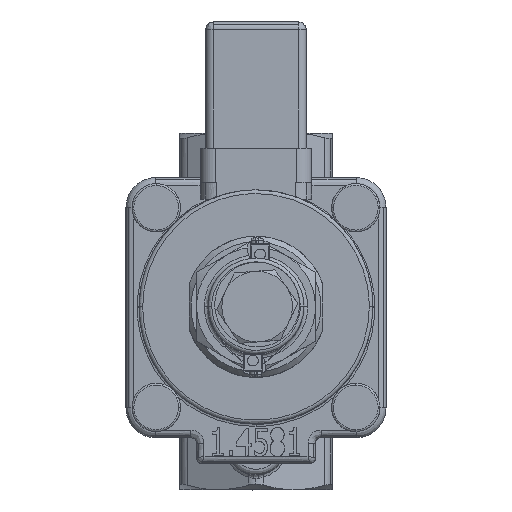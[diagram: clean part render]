
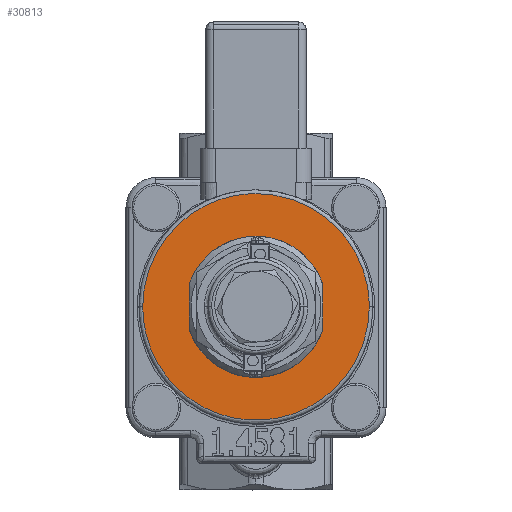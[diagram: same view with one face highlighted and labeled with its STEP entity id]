
A CAD part, top view. The second image highlights one B-rep face of the part: STEP entity #30813.
In plain terms, the highlighted free-form (B-spline) face has degree [1, 1] with [2, 2] control points.
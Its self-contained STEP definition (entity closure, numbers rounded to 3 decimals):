
#30738 = CARTESIAN_POINT ('', (30.5, 49., 150.));
#30739 = VERTEX_POINT ('', #30738);
#30740 = CARTESIAN_POINT ('', (-30.5, 49., 150.));
#30741 = VERTEX_POINT ('', #30740);
#30742 = CARTESIAN_POINT ('', (30.5, 49., 150.));
#30743 = CARTESIAN_POINT ('', (30.5, 18.5, 150.));
#30744 = CARTESIAN_POINT ('', (0., 18.5, 150.));
#30745 = CARTESIAN_POINT ('', (-30.5, 18.5, 150.));
#30746 = CARTESIAN_POINT ('', (-30.5, 49., 150.));
#30747 = (
   BOUNDED_CURVE ()
   B_SPLINE_CURVE (2, (#30742, #30743, #30744, #30745, #30746), .UNSPECIFIED., .F., .U.)
   B_SPLINE_CURVE_WITH_KNOTS ((3, 2, 3), (90., 180., 270.), .UNSPECIFIED.)
   CURVE ()
   GEOMETRIC_REPRESENTATION_ITEM ()
   RATIONAL_B_SPLINE_CURVE ((1., 0.707, 1., 0.707, 1.))
   REPRESENTATION_ITEM ('')
);
#30748 = EDGE_CURVE ('', #30739, #30741, #30747, .T.);
#30749 = ORIENTED_EDGE ('', *, *, #30748, .F.);
#30750 = CARTESIAN_POINT ('', (0., 79.5, 150.));
#30751 = VERTEX_POINT ('', #30750);
#30752 = CARTESIAN_POINT ('', (0., 79.5, 150.));
#30753 = CARTESIAN_POINT ('', (30.5, 79.5, 150.));
#30754 = CARTESIAN_POINT ('', (30.5, 49., 150.));
#30755 = (
   BOUNDED_CURVE ()
   B_SPLINE_CURVE (2, (#30752, #30753, #30754), .UNSPECIFIED., .F., .U.)
   B_SPLINE_CURVE_WITH_KNOTS ((3, 3), (0., 90.), .UNSPECIFIED.)
   CURVE ()
   GEOMETRIC_REPRESENTATION_ITEM ()
   RATIONAL_B_SPLINE_CURVE ((1., 0.707, 1.))
   REPRESENTATION_ITEM ('')
);
#30756 = EDGE_CURVE ('', #30751, #30739, #30755, .T.);
#30757 = ORIENTED_EDGE ('', *, *, #30756, .F.);
#30758 = CARTESIAN_POINT ('', (-30.5, 49., 150.));
#30759 = CARTESIAN_POINT ('', (-30.5, 79.5, 150.));
#30760 = CARTESIAN_POINT ('', (0., 79.5, 150.));
#30761 = (
   BOUNDED_CURVE ()
   B_SPLINE_CURVE (2, (#30758, #30759, #30760), .UNSPECIFIED., .F., .U.)
   B_SPLINE_CURVE_WITH_KNOTS ((3, 3), (270., 360.), .UNSPECIFIED.)
   CURVE ()
   GEOMETRIC_REPRESENTATION_ITEM ()
   RATIONAL_B_SPLINE_CURVE ((1., 0.707, 1.))
   REPRESENTATION_ITEM ('')
);
#30762 = EDGE_CURVE ('', #30741, #30751, #30761, .T.);
#30763 = ORIENTED_EDGE ('', *, *, #30762, .F.);
#30764 = EDGE_LOOP ('', (#30749, #30757, #30763));
#30765 = FACE_OUTER_BOUND ('', #30764, .T.);
#30766 = CARTESIAN_POINT ('', (-18., 42.917, 150.));
#30767 = VERTEX_POINT ('', #30766);
#30768 = CARTESIAN_POINT ('', (-18., 55.083, 150.));
#30769 = VERTEX_POINT ('', #30768);
#30770 = CARTESIAN_POINT ('', (-18., 42.917, 150.));
#30771 = CARTESIAN_POINT ('', (-18., 55.083, 150.));
#30772 = B_SPLINE_CURVE_WITH_KNOTS ('', 1, (#30770, #30771), .UNSPECIFIED., .F., .U., (2, 2), (0., 1.), .UNSPECIFIED.);
#30773 = EDGE_CURVE ('', #30767, #30769, #30772, .T.);
#30774 = ORIENTED_EDGE ('', *, *, #30773, .T.);
#30775 = CARTESIAN_POINT ('', (0., 68., 150.));
#30776 = VERTEX_POINT ('', #30775);
#30777 = CARTESIAN_POINT ('', (-18., 55.083, 150.));
#30778 = CARTESIAN_POINT ('', (-13.635, 68., 150.));
#30779 = CARTESIAN_POINT ('', (0., 68., 150.));
#30780 = (
   BOUNDED_CURVE ()
   B_SPLINE_CURVE (2, (#30777, #30778, #30779), .UNSPECIFIED., .F., .U.)
   B_SPLINE_CURVE_WITH_KNOTS ((3, 3), (288.672, 360.), .UNSPECIFIED.)
   CURVE ()
   GEOMETRIC_REPRESENTATION_ITEM ()
   RATIONAL_B_SPLINE_CURVE ((1., 0.812, 1.))
   REPRESENTATION_ITEM ('')
);
#30781 = EDGE_CURVE ('', #30769, #30776, #30780, .T.);
#30782 = ORIENTED_EDGE ('', *, *, #30781, .T.);
#30783 = CARTESIAN_POINT ('', (18., 55.083, 150.));
#30784 = VERTEX_POINT ('', #30783);
#30785 = CARTESIAN_POINT ('', (0., 68., 150.));
#30786 = CARTESIAN_POINT ('', (13.635, 68., 150.));
#30787 = CARTESIAN_POINT ('', (18., 55.083, 150.));
#30788 = (
   BOUNDED_CURVE ()
   B_SPLINE_CURVE (2, (#30785, #30786, #30787), .UNSPECIFIED., .F., .U.)
   B_SPLINE_CURVE_WITH_KNOTS ((3, 3), (360., 431.328), .UNSPECIFIED.)
   CURVE ()
   GEOMETRIC_REPRESENTATION_ITEM ()
   RATIONAL_B_SPLINE_CURVE ((1., 0.812, 1.))
   REPRESENTATION_ITEM ('')
);
#30789 = EDGE_CURVE ('', #30776, #30784, #30788, .T.);
#30790 = ORIENTED_EDGE ('', *, *, #30789, .T.);
#30791 = CARTESIAN_POINT ('', (18., 42.917, 150.));
#30792 = VERTEX_POINT ('', #30791);
#30793 = CARTESIAN_POINT ('', (18., 55.083, 150.));
#30794 = CARTESIAN_POINT ('', (18., 42.917, 150.));
#30795 = B_SPLINE_CURVE_WITH_KNOTS ('', 1, (#30793, #30794), .UNSPECIFIED., .F., .U., (2, 2), (0., 1.), .UNSPECIFIED.);
#30796 = EDGE_CURVE ('', #30784, #30792, #30795, .T.);
#30797 = ORIENTED_EDGE ('', *, *, #30796, .T.);
#30798 = CARTESIAN_POINT ('', (18., 42.917, 150.));
#30799 = CARTESIAN_POINT ('', (13.635, 30., 150.));
#30800 = CARTESIAN_POINT ('', (0., 30., 150.));
#30801 = CARTESIAN_POINT ('', (-13.635, 30., 150.));
#30802 = CARTESIAN_POINT ('', (-18., 42.917, 150.));
#30803 = (
   BOUNDED_CURVE ()
   B_SPLINE_CURVE (2, (#30798, #30799, #30800, #30801, #30802), .UNSPECIFIED., .F., .U.)
   B_SPLINE_CURVE_WITH_KNOTS ((3, 2, 3), (108.672, 180., 251.328), .UNSPECIFIED.)
   CURVE ()
   GEOMETRIC_REPRESENTATION_ITEM ()
   RATIONAL_B_SPLINE_CURVE ((1., 0.812, 1., 0.812, 1.))
   REPRESENTATION_ITEM ('')
);
#30804 = EDGE_CURVE ('', #30792, #30767, #30803, .T.);
#30805 = ORIENTED_EDGE ('', *, *, #30804, .T.);
#30806 = EDGE_LOOP ('', (#30774, #30782, #30790, #30797, #30805));
#30807 = FACE_BOUND ('', #30806, .T.);
#30808 = CARTESIAN_POINT ('', (-30.5, 18.5, 150.));
#30809 = CARTESIAN_POINT ('', (-30.5, 79.5, 150.));
#30810 = CARTESIAN_POINT ('', (30.5, 18.5, 150.));
#30811 = CARTESIAN_POINT ('', (30.5, 79.5, 150.));
#30812 = B_SPLINE_SURFACE_WITH_KNOTS ('', 1, 1, ((#30808, #30809), (#30810, #30811)), .UNSPECIFIED., .F., .F., .U., (2, 2), (2, 2), (-30.5, 30.5), (-52.75, 8.25), .UNSPECIFIED.);
#30813 = ADVANCED_FACE ('', (#30765, #30807), #30812, .T.);
